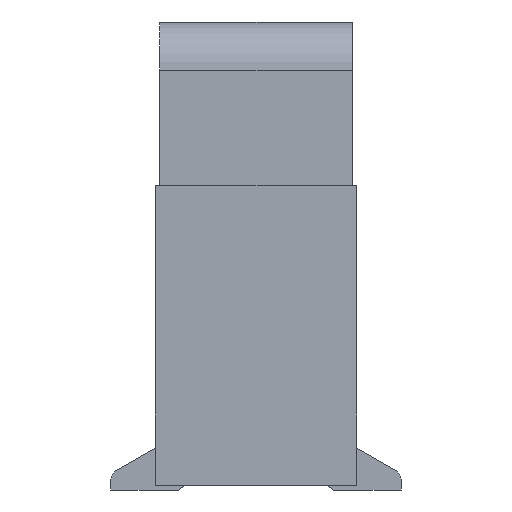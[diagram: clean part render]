
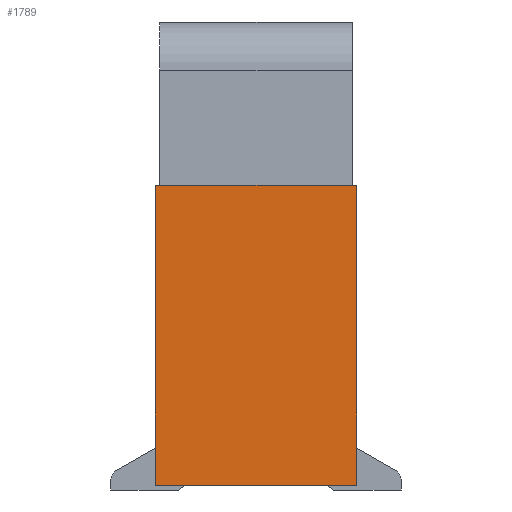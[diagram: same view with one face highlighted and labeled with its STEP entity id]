
A CAD part, left-side view. The second image highlights one B-rep face of the part: STEP entity #1789.
In plain terms, the highlighted planar face has unit normal (-1, 0, 0).
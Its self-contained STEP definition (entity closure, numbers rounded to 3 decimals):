
#1789 = ADVANCED_FACE( '', ( #4161 ), #4162, .F. );
#4161 = FACE_OUTER_BOUND( '', #7124, .T. );
#4162 = PLANE( '', #7125 );
#7124 = EDGE_LOOP( '', ( #12859, #12860, #12861, #12862, #12863, #12864 ) );
#7125 = AXIS2_PLACEMENT_3D( '', #12865, #12866, #12867 );
#12859 = ORIENTED_EDGE( '', *, *, #21047, .T. );
#12860 = ORIENTED_EDGE( '', *, *, #21048, .F. );
#12861 = ORIENTED_EDGE( '', *, *, #21049, .F. );
#12862 = ORIENTED_EDGE( '', *, *, #20902, .F. );
#12863 = ORIENTED_EDGE( '', *, *, #21050, .F. );
#12864 = ORIENTED_EDGE( '', *, *, #21051, .T. );
#12865 = CARTESIAN_POINT( '', ( -9.575, 2.05, -4.82 ) );
#12866 = DIRECTION( '', ( 1., 0., 0. ) );
#12867 = DIRECTION( '', ( 0., 0., -1. ) );
#20902 = EDGE_CURVE( '', #26297, #26295, #26299, .T. );
#21047 = EDGE_CURVE( '', #26514, #26515, #26516, .T. );
#21048 = EDGE_CURVE( '', #26517, #26515, #26518, .T. );
#21049 = EDGE_CURVE( '', #26295, #26517, #26519, .T. );
#21050 = EDGE_CURVE( '', #26520, #26297, #26521, .T. );
#21051 = EDGE_CURVE( '', #26520, #26514, #26522, .T. );
#26295 = VERTEX_POINT( '', #33897 );
#26297 = VERTEX_POINT( '', #33900 );
#26299 = LINE( '', #33903, #33904 );
#26514 = VERTEX_POINT( '', #34227 );
#26515 = VERTEX_POINT( '', #34228 );
#26516 = LINE( '', #34229, #34230 );
#26517 = VERTEX_POINT( '', #34231 );
#26518 = LINE( '', #34232, #34233 );
#26519 = LINE( '', #34234, #34235 );
#26520 = VERTEX_POINT( '', #34236 );
#26521 = LINE( '', #34237, #34238 );
#26522 = LINE( '', #34239, #34240 );
#33897 = CARTESIAN_POINT( '', ( -9.575, 2., -1.7 ) );
#33900 = CARTESIAN_POINT( '', ( -9.575, 2.05, -1.7 ) );
#33903 = CARTESIAN_POINT( '', ( -9.575, 2.05, -1.7 ) );
#33904 = VECTOR( '', #39136, 1000. );
#34227 = CARTESIAN_POINT( '', ( -9.575, -0.05, -4.82 ) );
#34228 = CARTESIAN_POINT( '', ( -9.575, -0.05, -1.7 ) );
#34229 = CARTESIAN_POINT( '', ( -9.575, -0.05, -4.82 ) );
#34230 = VECTOR( '', #39245, 1000. );
#34231 = CARTESIAN_POINT( '', ( -9.575, 0., -1.7 ) );
#34232 = CARTESIAN_POINT( '', ( -9.575, 2.05, -1.7 ) );
#34233 = VECTOR( '', #39246, 1000. );
#34234 = CARTESIAN_POINT( '', ( -9.575, 2.05, -1.7 ) );
#34235 = VECTOR( '', #39247, 1000. );
#34236 = CARTESIAN_POINT( '', ( -9.575, 2.05, -4.82 ) );
#34237 = CARTESIAN_POINT( '', ( -9.575, 2.05, -4.82 ) );
#34238 = VECTOR( '', #39248, 1000. );
#34239 = CARTESIAN_POINT( '', ( -9.575, 2.05, -4.82 ) );
#34240 = VECTOR( '', #39249, 1000. );
#39136 = DIRECTION( '', ( 0., -1., 0. ) );
#39245 = DIRECTION( '', ( 0., 0., 1. ) );
#39246 = DIRECTION( '', ( 0., -1., 0. ) );
#39247 = DIRECTION( '', ( 0., -1., 0. ) );
#39248 = DIRECTION( '', ( 0., 0., 1. ) );
#39249 = DIRECTION( '', ( 0., -1., 0. ) );
